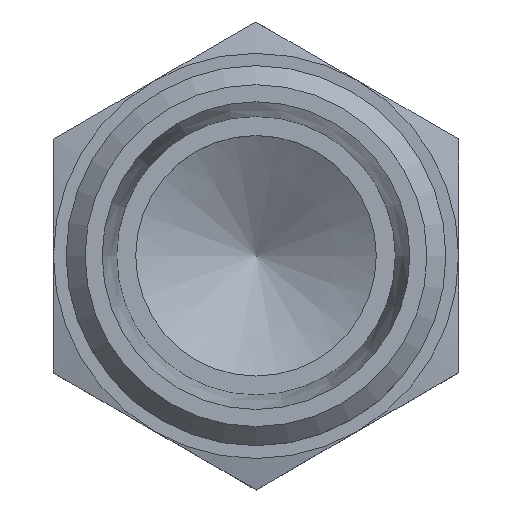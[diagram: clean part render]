
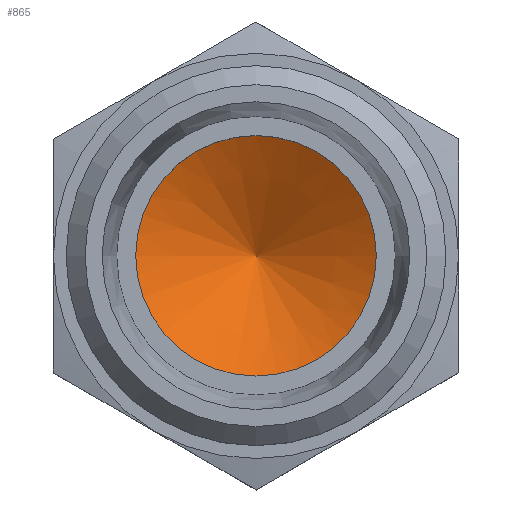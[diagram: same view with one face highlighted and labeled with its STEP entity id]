
A CAD part, top view. The second image highlights one B-rep face of the part: STEP entity #865.
In plain terms, the highlighted conical face has half-angle 60 degrees and reference radius 4.75 mm.
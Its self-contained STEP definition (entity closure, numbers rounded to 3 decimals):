
#849=CARTESIAN_POINT('',(0.0,0.0,5.258));
#850=DIRECTION('',(0.0,0.0,1.0));
#851=DIRECTION('',(1.0,0.0,0.0));
#852=AXIS2_PLACEMENT_3D('',#849,#850,#851);
#853=CONICAL_SURFACE('',#852,4.75,60.);
#854=CARTESIAN_POINT('',(9.5,0.0,8.0));
#855=VERTEX_POINT('',#854);
#856=CARTESIAN_POINT('',(0.0,0.0,8.0));
#857=DIRECTION('',(0.0,0.0,1.0));
#858=DIRECTION('',(1.0,0.0,0.0));
#859=AXIS2_PLACEMENT_3D('',#856,#857,#858);
#860=CIRCLE('',#859,9.5);
#861=EDGE_CURVE('',#855,#855,#860,.T.);
#862=ORIENTED_EDGE('',*,*,#861,.T.);
#863=EDGE_LOOP('',(#862));
#864=FACE_OUTER_BOUND('',#863,.T.);
#865=ADVANCED_FACE('',(#864),#853,.F.);
